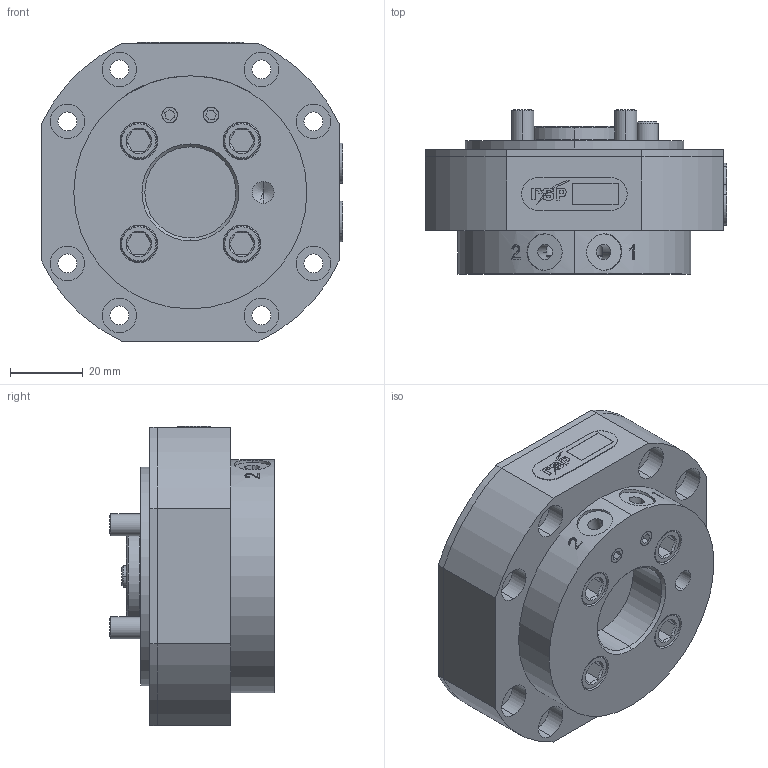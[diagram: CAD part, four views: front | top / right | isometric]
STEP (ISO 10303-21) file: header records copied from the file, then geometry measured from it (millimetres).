
FILE_DESCRIPTION (( 'STEP AP203' ), '1' );
FILE_NAME ('P0110A.STEP', '2018-11-22T12:24:15', ( '' ), ( '' ), 'SwSTEP 2.0', 'SolidWorks 2017', '' );
FILE_SCHEMA (( 'CONFIG_CONTROL_DESIGN' ));
Length unit declared in the file: millimetre
Products named in the file (1): P0110A
Bounding box: 82.9 x 45.1 x 82.2 mm (x, y, z)
Volume: 171870.3 mm3; surface area: 57446.1 mm2
Topology: 21 solids, 21 shells, 610 faces, 1420 edges, 901 vertices
Faces by surface type: plane 219, cylinder 214, cone 118, bspline 53, torus 6
Entity records: 20110 total; most frequent: CARTESIAN_POINT 6019, DIRECTION 2927, ORIENTED_EDGE 2828, EDGE_CURVE 1414, AXIS2_PLACEMENT_3D 1102, VERTEX_POINT 901, EDGE_LOOP 725, VECTOR 723
